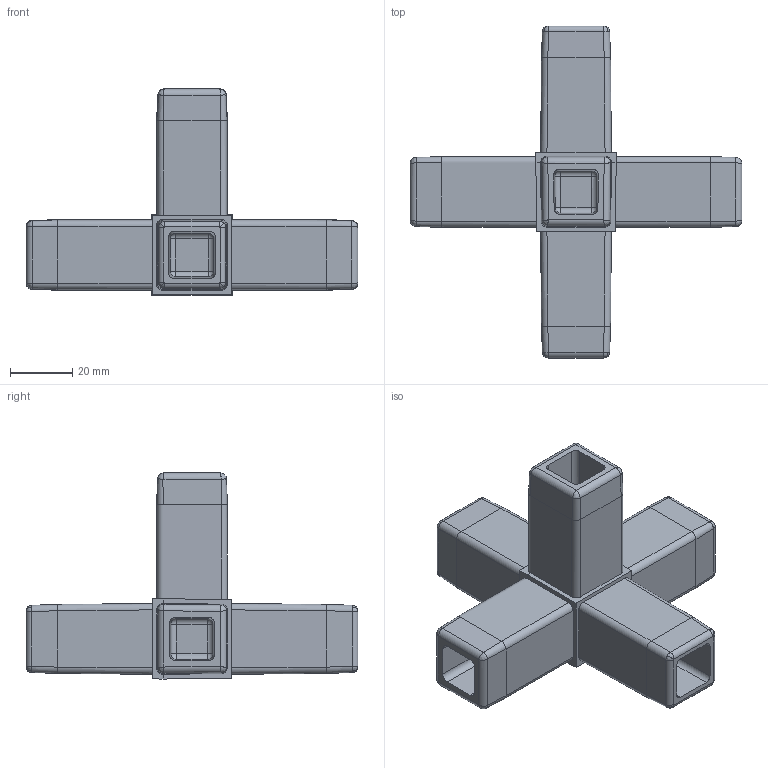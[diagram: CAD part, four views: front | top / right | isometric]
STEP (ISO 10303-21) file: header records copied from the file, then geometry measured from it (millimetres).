
FILE_DESCRIPTION(('STEP AP214'),'1');
FILE_NAME('Future 320 05.15.13.stp','2014-06-26T01:23:15',(' '),(' '),'Spatial InterOp 3D',' ',' ');
FILE_SCHEMA(('automotive_design'));
Length unit declared in the file: metre
Products named in the file (1): 1
Bounding box: 106.68 x 106.68 x 66.23 mm (x, y, z)
Volume: 73061.9 mm3; surface area: 32694.6 mm2
Topology: 1 solids, 1 shells, 228 faces, 562 edges, 323 vertices
Faces by surface type: cylinder 88, plane 80, bspline 40, sphere 20
Entity records: 12266 total; most frequent: CARTESIAN_POINT 5760, ORIENTED_EDGE 1084, DIRECTION 813, EDGE_CURVE 542, VERTEX_POINT 323, AXIS2_PLACEMENT_3D 274, LINE 265, VECTOR 265
